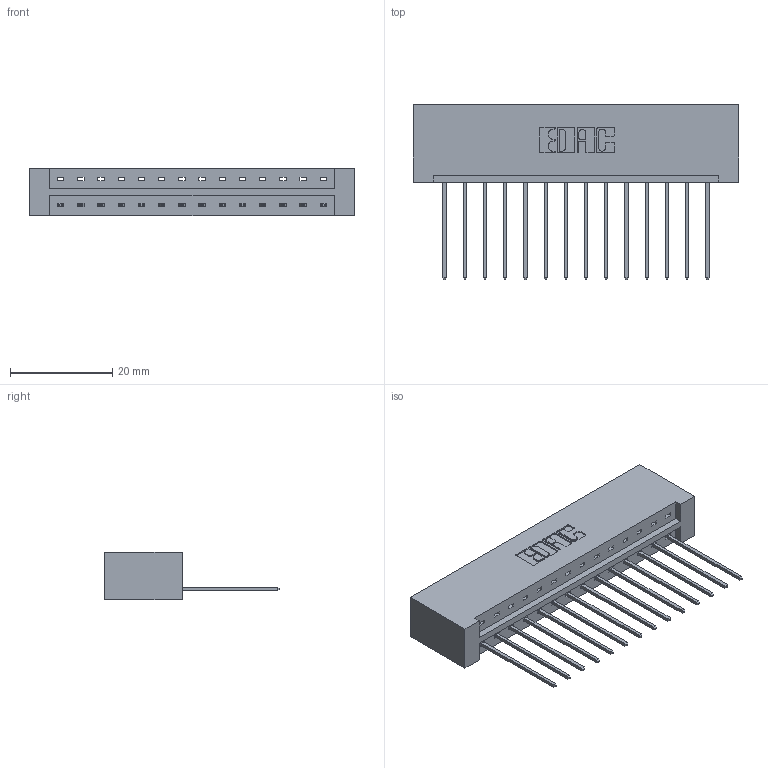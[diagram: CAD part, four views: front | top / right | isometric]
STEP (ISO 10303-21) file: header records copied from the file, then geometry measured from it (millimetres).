
FILE_DESCRIPTION (( 'STEP AP203' ), '1' );
FILE_NAME ('333-014-541-101.STEP', '2018-08-01T02:30:28', ( '' ), ( '' ), 'SwSTEP 2.0', 'SolidWorks 2016', '' );
FILE_SCHEMA (( 'CONFIG_CONTROL_DESIGN' ));
Length unit declared in the file: inch
Products named in the file (3): 333 Part_Lugless; 345-292-001_345-293-141; 333-014-541-101
Assembly tree (15 placements, depth 2):
  333-014-541-101
    333 Part_Lugless
    345-292-001_345-293-141  x14
Bounding box: 63.73 x 34.3 x 9.4 mm (x, y, z)
Volume: 6831 mm3; surface area: 7448 mm2
Topology: 15 solids, 15 shells, 918 faces, 2751 edges, 1814 vertices
Faces by surface type: plane 654, cylinder 264
Entity records: 11921 total; most frequent: CARTESIAN_POINT 2068, ORIENTED_EDGE 2018, DIRECTION 1793, EDGE_CURVE 1009, LINE 889, VECTOR 889, VERTEX_POINT 670, AXIS2_PLACEMENT_3D 452
